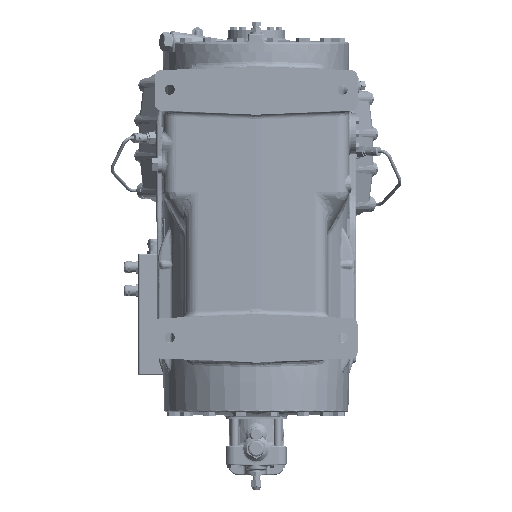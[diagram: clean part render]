
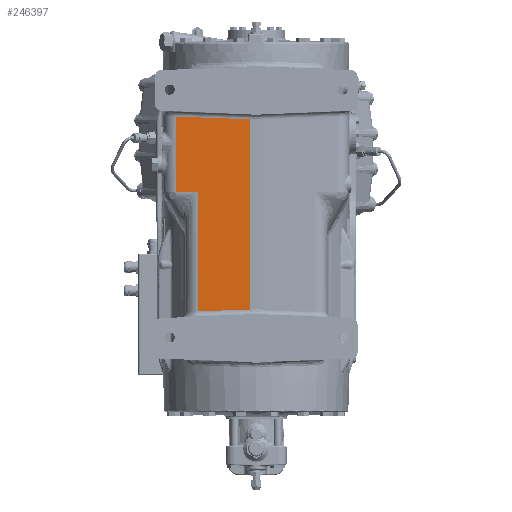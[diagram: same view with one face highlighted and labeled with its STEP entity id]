
A CAD part, front view. The second image highlights one B-rep face of the part: STEP entity #246397.
In plain terms, the highlighted planar face has unit normal (-0.035, -0.999, 0).
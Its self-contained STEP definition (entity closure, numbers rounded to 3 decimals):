
#10020 = EDGE_LOOP ( 'NONE', ( #62016, #72668, #75455, #220409, #98981, #254852 ) ) ;
#19161 = LINE ( 'NONE', #109655, #42252 ) ;
#27080 = DIRECTION ( 'NONE',  ( -0.999, 0.035, 0.035 ) ) ;
#28009 = DIRECTION ( 'NONE',  ( 0.999, -0.035, 0. ) ) ;
#28338 = VERTEX_POINT ( 'NONE', #260970 ) ;
#34314 = CARTESIAN_POINT ( 'NONE',  ( -118.198, -133.372, -90.868 ) ) ;
#39725 = EDGE_CURVE ( 'NONE', #141790, #121293, #245445, .T. ) ;
#42252 = VECTOR ( 'NONE', #114985, 1000. ) ;
#54716 = LINE ( 'NONE', #122190, #246312 ) ;
#58836 = VECTOR ( 'NONE', #27080, 1000. ) ;
#62016 = ORIENTED_EDGE ( 'NONE', *, *, #183257, .T. ) ;
#72668 = ORIENTED_EDGE ( 'NONE', *, *, #262491, .T. ) ;
#74231 = CARTESIAN_POINT ( 'NONE',  ( -85.698, -134.507, -676.546 ) ) ;
#75409 = PLANE ( 'NONE',  #168357 ) ;
#75455 = ORIENTED_EDGE ( 'NONE', *, *, #39725, .T. ) ;
#94146 = FACE_OUTER_BOUND ( 'NONE', #10020, .T. ) ;
#97243 = VECTOR ( 'NONE', #274290, 1000. ) ;
#98981 = ORIENTED_EDGE ( 'NONE', *, *, #177885, .T. ) ;
#108343 = LINE ( 'NONE', #261958, #165241 ) ;
#109655 = CARTESIAN_POINT ( 'NONE',  ( -118.198, -133.372, -207. ) ) ;
#114985 = DIRECTION ( 'NONE',  ( 0., 0., 1. ) ) ;
#121293 = VERTEX_POINT ( 'NONE', #34314 ) ;
#122190 = CARTESIAN_POINT ( 'NONE',  ( -105., -133.833, -201.641 ) ) ;
#127011 = VERTEX_POINT ( 'NONE', #184043 ) ;
#141790 = VERTEX_POINT ( 'NONE', #218251 ) ;
#142316 = DIRECTION ( 'NONE',  ( 0.999, -0.035, 0. ) ) ;
#163756 = VERTEX_POINT ( 'NONE', #169289 ) ;
#165241 = VECTOR ( 'NONE', #266220, 1000. ) ;
#168357 = AXIS2_PLACEMENT_3D ( 'NONE', #181633, #228980, #28009 ) ;
#169289 = CARTESIAN_POINT ( 'NONE',  ( -85.698, -134.507, -378.998 ) ) ;
#177885 = EDGE_CURVE ( 'NONE', #28338, #127011, #54716, .T. ) ;
#181633 = CARTESIAN_POINT ( 'NONE',  ( -105., -133.833, -676.546 ) ) ;
#183257 = EDGE_CURVE ( 'NONE', #163756, #195030, #108343, .T. ) ;
#184043 = CARTESIAN_POINT ( 'NONE',  ( -85.698, -134.507, -201.641 ) ) ;
#185206 = CARTESIAN_POINT ( 'NONE',  ( -9.929, -137.153, -676.546 ) ) ;
#187938 = CARTESIAN_POINT ( 'NONE',  ( -9.929, -137.153, -376.352 ) ) ;
#195030 = VERTEX_POINT ( 'NONE', #187938 ) ;
#197985 = CARTESIAN_POINT ( 'NONE',  ( -9.929, -137.153, -94.648 ) ) ;
#203380 = DIRECTION ( 'NONE',  ( 0., 0., -1. ) ) ;
#218251 = CARTESIAN_POINT ( 'NONE',  ( -9.929, -137.153, -94.648 ) ) ;
#220409 = ORIENTED_EDGE ( 'NONE', *, *, #262436, .F. ) ;
#228322 = LINE ( 'NONE', #185206, #97243 ) ;
#228467 = EDGE_CURVE ( 'NONE', #127011, #163756, #252197, .T. ) ;
#228980 = DIRECTION ( 'NONE',  ( -0.035, -0.999, 0. ) ) ;
#245445 = LINE ( 'NONE', #197985, #58836 ) ;
#246312 = VECTOR ( 'NONE', #142316, 1000. ) ;
#246397 = ADVANCED_FACE ( 'NONE', ( #94146 ), #75409, .T. ) ;
#252197 = LINE ( 'NONE', #74231, #279854 ) ;
#254852 = ORIENTED_EDGE ( 'NONE', *, *, #228467, .T. ) ;
#260970 = CARTESIAN_POINT ( 'NONE',  ( -118.198, -133.372, -201.641 ) ) ;
#261958 = CARTESIAN_POINT ( 'NONE',  ( -85.698, -134.507, -378.998 ) ) ;
#262436 = EDGE_CURVE ( 'NONE', #28338, #121293, #19161, .T. ) ;
#262491 = EDGE_CURVE ( 'NONE', #195030, #141790, #228322, .T. ) ;
#266220 = DIRECTION ( 'NONE',  ( 0.999, -0.035, 0.035 ) ) ;
#274290 = DIRECTION ( 'NONE',  ( 0., 0., 1. ) ) ;
#279854 = VECTOR ( 'NONE', #203380, 1000. ) ;
